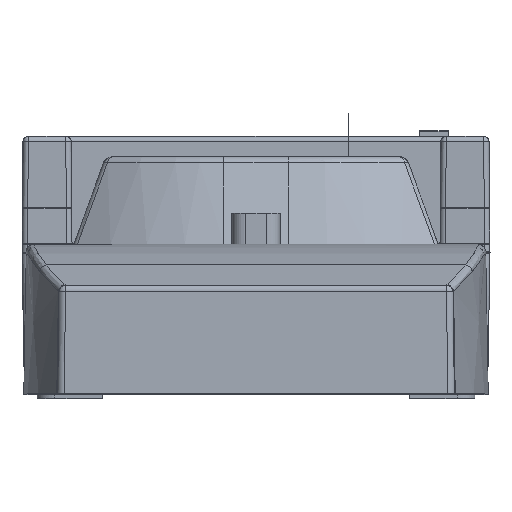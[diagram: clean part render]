
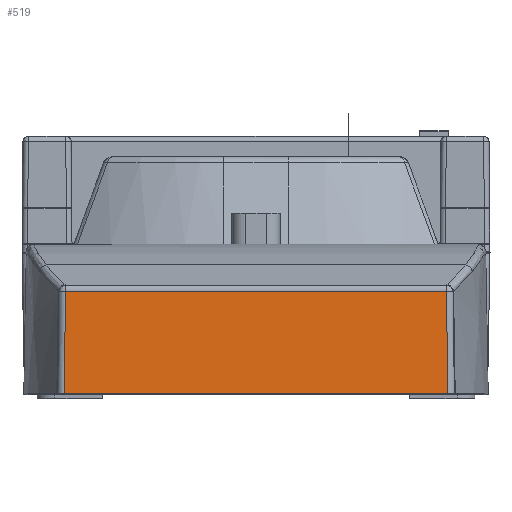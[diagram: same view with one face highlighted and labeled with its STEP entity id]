
A CAD part, front view. The second image highlights one B-rep face of the part: STEP entity #519.
In plain terms, the highlighted planar face has unit normal (0, -1, 0.018).
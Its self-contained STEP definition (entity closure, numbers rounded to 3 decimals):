
#519=ADVANCED_FACE('',(#6306),#6308,.T.);
#6306=FACE_BOUND('',#6307,.T.);
#6307=EDGE_LOOP('',(#13101,#13102,#13103,#13104));
#6308=PLANE('',#6309);
#6309=AXIS2_PLACEMENT_3D('',#6310,#6311,#6312);
#6310=CARTESIAN_POINT('',(58.122,-49.1,-0.25));
#6311=DIRECTION('',(0.,-1.,0.017));
#6312=DIRECTION('',(-1.,0.,0.));
#13101=ORIENTED_EDGE('',*,*,#16989,.T.);
#13102=ORIENTED_EDGE('',*,*,#16990,.F.);
#13103=ORIENTED_EDGE('',*,*,#16991,.F.);
#13104=ORIENTED_EDGE('',*,*,#16909,.F.);
#16909=EDGE_CURVE('',#19109,#19112,#19113,.T.);
#16989=EDGE_CURVE('',#19109,#19247,#19249,.T.);
#16990=EDGE_CURVE('',#19250,#19247,#19251,.T.);
#16991=EDGE_CURVE('',#19112,#19250,#19252,.T.);
#19109=VERTEX_POINT('',#22372);
#19112=VERTEX_POINT('',#22388);
#19113=LINE('',#22389,#22390);
#19247=VERTEX_POINT('',#23316);
#19249=LINE('',#23318,#23319);
#19250=VERTEX_POINT('',#23321);
#19251=LINE('',#23322,#23323);
#19252=LINE('',#23325,#23326);
#22372=CARTESIAN_POINT('',(53.665,-49.096,-0.047));
#22388=CARTESIAN_POINT('',(-53.665,-49.096,-0.047));
#22389=CARTESIAN_POINT('',(53.665,-49.096,-0.047));
#22390=VECTOR('',#22391,1.);
#22391=DIRECTION('',(-1.,0.,0.));
#23316=CARTESIAN_POINT('',(53.332,-48.597,28.549));
#23318=CARTESIAN_POINT('',(53.665,-49.096,-0.047));
#23319=VECTOR('',#23320,1.);
#23320=DIRECTION('',(-0.012,0.017,1.));
#23321=CARTESIAN_POINT('',(-53.332,-48.597,28.549));
#23322=CARTESIAN_POINT('',(-53.332,-48.597,28.549));
#23323=VECTOR('',#23324,1.);
#23324=DIRECTION('',(1.,0.,0.));
#23325=CARTESIAN_POINT('',(-53.665,-49.096,-0.047));
#23326=VECTOR('',#23327,1.);
#23327=DIRECTION('',(0.012,0.017,1.));
